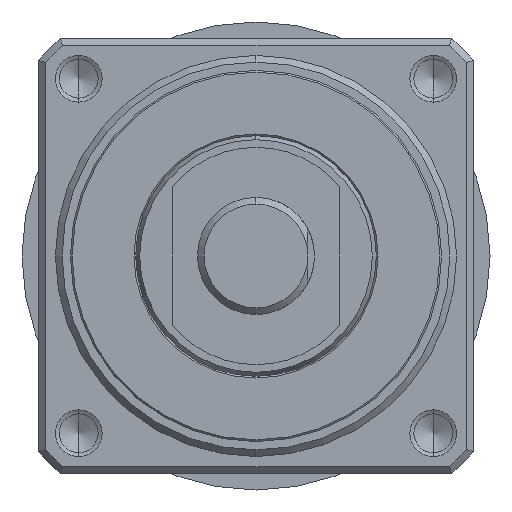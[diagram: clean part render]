
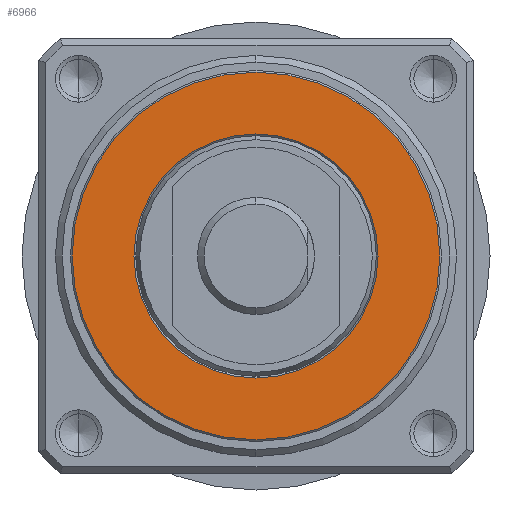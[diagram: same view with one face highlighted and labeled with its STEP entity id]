
A CAD part, left-side view. The second image highlights one B-rep face of the part: STEP entity #6966.
In plain terms, the highlighted planar face has unit normal (-1, 0, 0).
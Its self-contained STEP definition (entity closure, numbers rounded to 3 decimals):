
#5306=EDGE_CURVE('',#11606,#10122,#13403,.T.);
#5614=EDGE_CURVE('',#10122,#11606,#13751,.T.);
#6966=ADVANCED_FACE('',(#15259,#15260),#15261,.T.);
#7420=EDGE_CURVE('',#10890,#8084,#15766,.T.);
#7526=EDGE_CURVE('',#8084,#10890,#15886,.T.);
#8084=VERTEX_POINT('',#16505);
#10122=VERTEX_POINT('',#18814);
#10890=VERTEX_POINT('',#19681);
#11606=VERTEX_POINT('',#20496);
#13403=CIRCLE('',#22874,3.65);
#13751=CIRCLE('',#23328,3.65);
#15259=FACE_OUTER_BOUND('',#25371,.T.);
#15260=FACE_BOUND('',#25372,.T.);
#15261=PLANE('',#25373);
#15766=CIRCLE('',#26094,5.5);
#15886=CIRCLE('',#26267,5.5);
#16505=CARTESIAN_POINT('',(1.5,0.,-5.5));
#18814=CARTESIAN_POINT('',(1.5,0.,-3.65));
#19681=CARTESIAN_POINT('',(1.5,0.0,5.5));
#20496=CARTESIAN_POINT('',(1.5,0.0,3.65));
#22874=AXIS2_PLACEMENT_3D('',#34820,#34821,#34822);
#23328=AXIS2_PLACEMENT_3D('',#35287,#35288,#35289);
#25371=EDGE_LOOP('',(#37196,#37197));
#25372=EDGE_LOOP('',(#37198,#37199));
#25373=AXIS2_PLACEMENT_3D('',#37200,#37201,#37202);
#26094=AXIS2_PLACEMENT_3D('',#37827,#37828,#37829);
#26267=AXIS2_PLACEMENT_3D('',#38002,#38003,#38004);
#34820=CARTESIAN_POINT('',(1.5,0.0,0.0));
#34821=DIRECTION('',(1.0,0.0,-0.0));
#34822=DIRECTION('',(0.0,0.0,1.0));
#35287=CARTESIAN_POINT('',(1.5,0.0,0.0));
#35288=DIRECTION('',(1.0,0.0,-0.0));
#35289=DIRECTION('',(0.0,0.0,1.0));
#37196=ORIENTED_EDGE('',*,*,#7420,.F.);
#37197=ORIENTED_EDGE('',*,*,#7526,.F.);
#37198=ORIENTED_EDGE('',*,*,#5306,.T.);
#37199=ORIENTED_EDGE('',*,*,#5614,.T.);
#37200=CARTESIAN_POINT('',(1.5,0.0,4.575));
#37201=DIRECTION('',(-1.0,0.0,0.0));
#37202=DIRECTION('',(0.0,0.0,-1.0));
#37827=CARTESIAN_POINT('',(1.5,0.0,0.0));
#37828=DIRECTION('',(1.0,0.0,-0.0));
#37829=DIRECTION('',(0.0,0.0,1.0));
#38002=CARTESIAN_POINT('',(1.5,0.0,0.0));
#38003=DIRECTION('',(1.0,0.0,-0.0));
#38004=DIRECTION('',(0.0,0.0,1.0));
